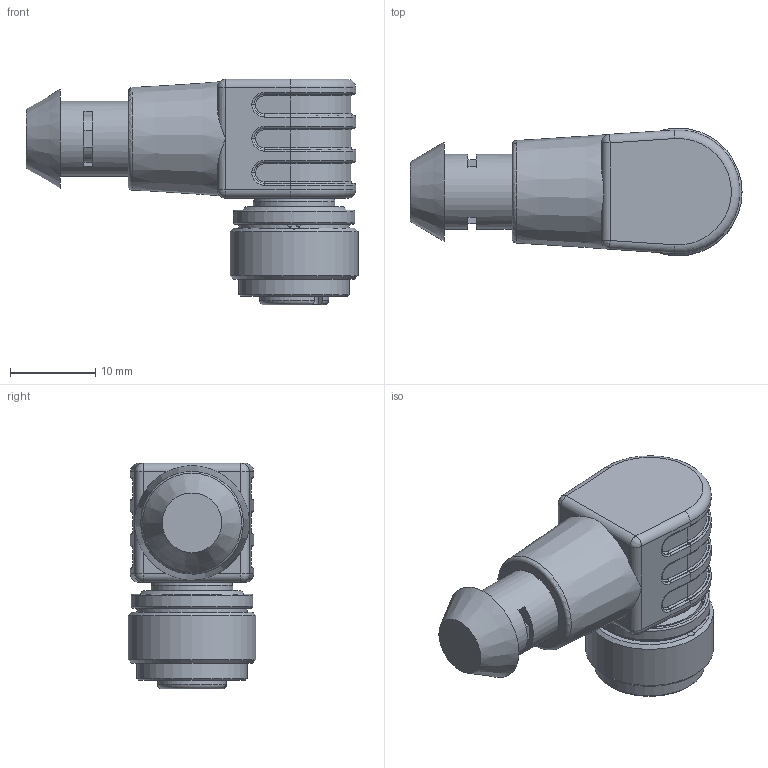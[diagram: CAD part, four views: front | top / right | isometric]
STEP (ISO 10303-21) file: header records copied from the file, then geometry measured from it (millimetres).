
FILE_DESCRIPTION(/* description */ (''),/* implementation_level */ '2;1');
FILE_NAME(/* name */ 'VKA00C21.stp',/* time_stamp */ '2016-10-12T09:19:19+02:00',/* author */ ('mitarbeiter'),/* organization */ (''),/* preprocessor_version */ 'ST-DEVELOPER v15.2',/* originating_system */ 'Autodesk Inventor 2014',/* authorisation */ '');
FILE_SCHEMA (('AUTOMOTIVE_DESIGN { 1 0 10303 214 3 1 1 }'));
Length unit declared in the file: millimetre
Products named in the file (13): M12_12pol_Buchse_Stec; M12_12pol_Buchse_Loet; Mitte_M12_12pol_Buchs; Steckbuchse; Buchseneinsatz WAK12; BG Buchseneinsatz WAK; Umspritzung_WWAK_WWAS; Ueberwurfmutter; Rastring; BG_Ueberwurfmutter; O-Ring_7_D1_5_gedehnt; AL_WWAK12_nur_Kopf; VKA00C21
Bounding box: 39 x 15 x 26.5 mm (x, y, z)
Volume: 6370.1 mm3; surface area: 5865.6 mm2
Topology: 41 solids, 41 shells, 931 faces, 2202 edges, 1393 vertices
Faces by surface type: cylinder 379, plane 320, bspline 127, cone 79, torus 24, sphere 2
Full cylindrical faces by diameter (mm): 0.6 x12, 0.7 x12, 0.925 x12, 1 x12, 1.25 x24, 1.275 x12, 1.3 x24, 1.35 x24, 1.8 x1, 8 x1, 8.8 x1, 9.6 x1, 9.8 x1, 10.95 x7, 11.8 x1, 12.3 x1, 12.5 x1, 13 x1, 13.2 x1, 14.25 x1, 15 x1
Entity records: 18728 total; most frequent: CARTESIAN_POINT 7058, DIRECTION 2560, ORIENTED_EDGE 2236, EDGE_CURVE 1118, AXIS2_PLACEMENT_3D 1083, VERTEX_POINT 761, EDGE_LOOP 605, CIRCLE 597
